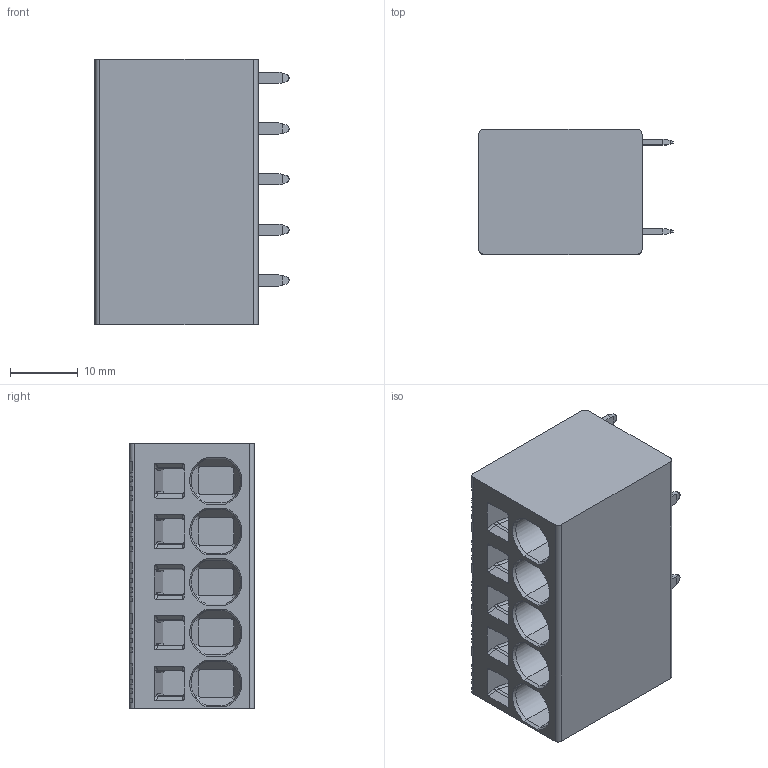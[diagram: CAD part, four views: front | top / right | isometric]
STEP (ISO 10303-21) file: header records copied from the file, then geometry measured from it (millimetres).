
FILE_DESCRIPTION((''),'2;1');
FILE_NAME('TLM-404VA','2024-09-21T',('sj'),(''),'PRO/ENGINEER BY PARAMETRIC TECHNOLOGY CORPORATION, 2013240','PRO/ENGINEER BY PARAMETRIC TECHNOLOGY CORPORATION, 2013240','');
FILE_SCHEMA(('AUTOMOTIVE_DESIGN_CC2 { 1 2 10303 214 -1 1 5 2 }'));
Length unit declared in the file: millimetre
Products named in the file (1): TLM-404VA
Bounding box: 28.75 x 18.5 x 39.3 mm (x, y, z)
Volume: 15616.3 mm3; surface area: 5619.2 mm2
Topology: 1 solids, 1 shells, 325 faces, 864 edges, 556 vertices
Faces by surface type: plane 206, cylinder 89, cone 10, torus 10, bspline 10
Entity records: 10614 total; most frequent: CARTESIAN_POINT 2743, ORIENTED_EDGE 1728, DIRECTION 1482, EDGE_CURVE 864, VECTOR 576, LINE 576, VERTEX_POINT 556, AXIS2_PLACEMENT_3D 453
